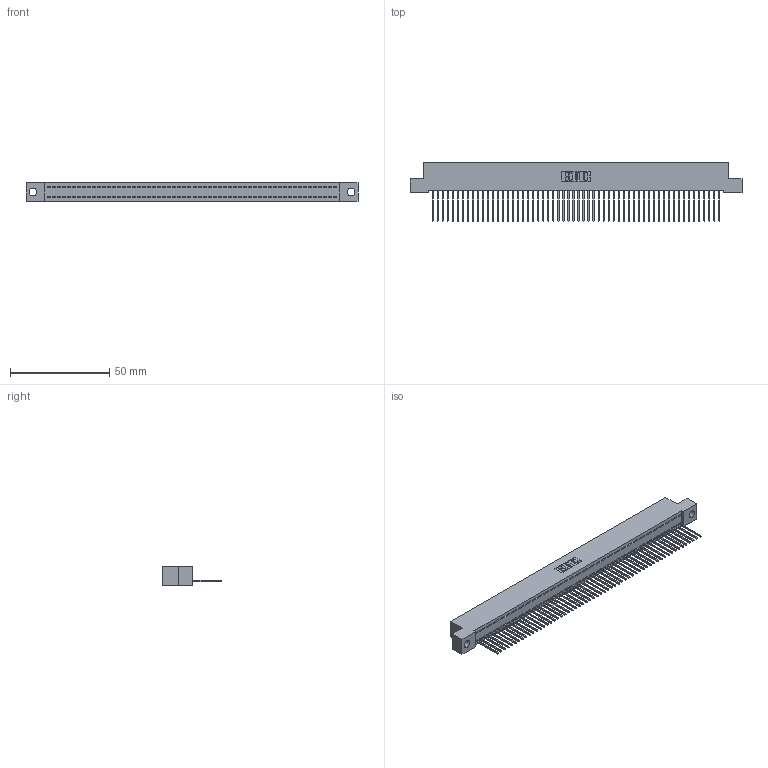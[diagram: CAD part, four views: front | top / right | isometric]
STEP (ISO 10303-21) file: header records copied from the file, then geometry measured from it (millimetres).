
FILE_DESCRIPTION (( 'STEP AP203' ), '1' );
FILE_NAME ('342-058-540-104.STEP', '2019-10-03T12:40:02', ( '' ), ( '' ), 'SwSTEP 2.0', 'SolidWorks 2016', '' );
FILE_SCHEMA (( 'CONFIG_CONTROL_DESIGN' ));
Length unit declared in the file: inch
Products named in the file (3): 342 Part_.156 TH; 345-292-001_345-293-140; 342-058-540-104
Assembly tree (59 placements, depth 2):
  342-058-540-104
    342 Part_.156 TH
    345-292-001_345-293-140  x58
Bounding box: 167.64 x 29.47 x 9.4 mm (x, y, z)
Volume: 14749.1 mm3; surface area: 22319.1 mm2
Topology: 59 solids, 59 shells, 3474 faces, 10507 edges, 6926 vertices
Faces by surface type: plane 2502, cylinder 972
Entity records: 33277 total; most frequent: CARTESIAN_POINT 5744, ORIENTED_EDGE 5738, DIRECTION 4813, EDGE_CURVE 2869, VECTOR 2741, LINE 2741, VERTEX_POINT 1910, AXIS2_PLACEMENT_3D 1036
